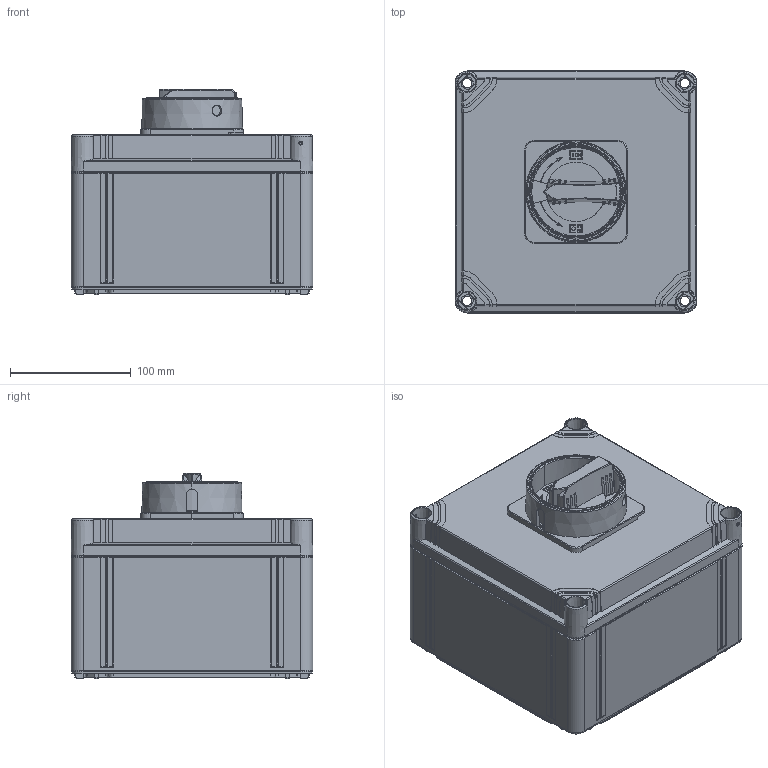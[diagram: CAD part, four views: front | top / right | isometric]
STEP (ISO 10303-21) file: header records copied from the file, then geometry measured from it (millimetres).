
FILE_DESCRIPTION (( 'STEP AP214' ), '1' );
FILE_NAME ('ML3-125-V-E03R.step', '2020-05-11T19:46:34', ( '' ), ( '' ), 'SwSTEP 2.0', 'SolidWorks 2019', '' );
FILE_SCHEMA (( 'AUTOMOTIVE_DESIGN' ));
Length unit declared in the file: inch
Products named in the file (2): ML3-125-V-E03R
Bounding box: 200 x 200 x 169.5 mm (x, y, z)
Volume: 1859632.4 mm3; surface area: 489171.8 mm2
Topology: 3 solids, 3 shells, 2645 faces, 7019 edges, 4487 vertices
Faces by surface type: plane 1335, cylinder 484, cone 478, torus 185, bspline 162, sphere 1
Entity records: 102742 total; most frequent: CARTESIAN_POINT 30477, ORIENTED_EDGE 14036, DIRECTION 12643, EDGE_CURVE 7018, VERTEX_POINT 4487, AXIS2_PLACEMENT_3D 4355, LINE 3933, VECTOR 3933
